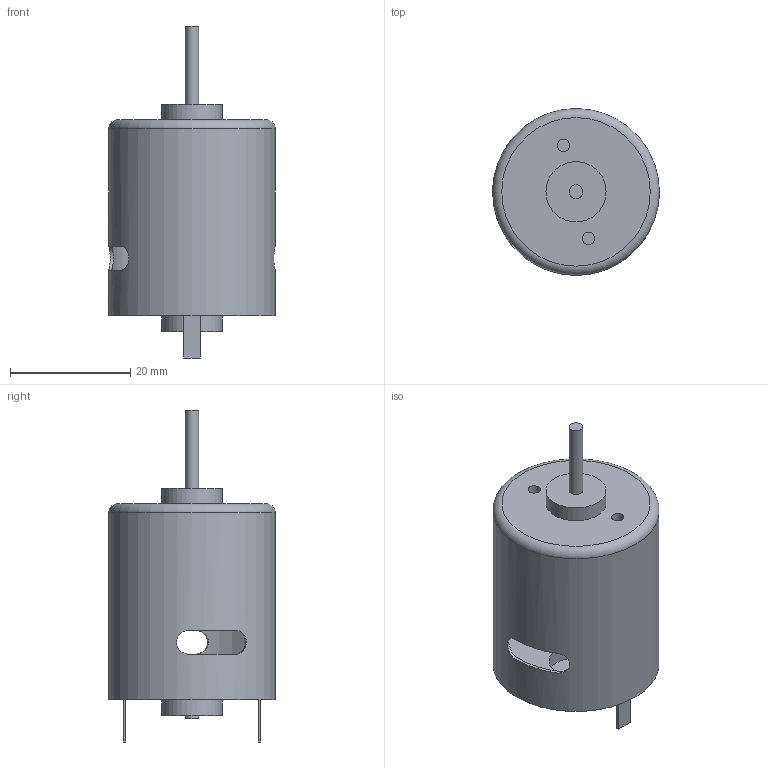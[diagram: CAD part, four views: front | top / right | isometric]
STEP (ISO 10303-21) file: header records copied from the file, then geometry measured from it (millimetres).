
FILE_DESCRIPTION(/* description */ (''),/* implementation_level */ '2;1');
FILE_NAME(/* name */ 'RS-365SD v2.step',/* time_stamp */ '2020-01-25T11:33:11+09:00',/* author */ (''),/* organization */ (''),/* preprocessor_version */ 'ST-DEVELOPER v18',/* originating_system */ 'Autodesk Translation Framework v8.12.0.6',/* authorisation */ '');
FILE_SCHEMA (('AUTOMOTIVE_DESIGN { 1 0 10303 214 3 1 1 }'));
Length unit declared in the file: millimetre
Products named in the file (1): RS-365SD
Bounding box: 27.7 x 27.7 x 55.2 mm (x, y, z)
Volume: 2066.5 mm3; surface area: 8184.2 mm2
Topology: 1 solids, 1 shells, 46 faces, 97 edges, 64 vertices
Faces by surface type: plane 27, cylinder 17, torus 2
Full cylindrical faces by diameter (mm): 2.075 x2, 2.3 x3, 3.075 x2, 9 x2, 10 x2, 26.7 x1, 27.7 x1
Entity records: 1416 total; most frequent: CARTESIAN_POINT 348, DIRECTION 225, ORIENTED_EDGE 194, EDGE_CURVE 97, AXIS2_PLACEMENT_3D 89, VERTEX_POINT 64, EDGE_LOOP 63, LINE 47
